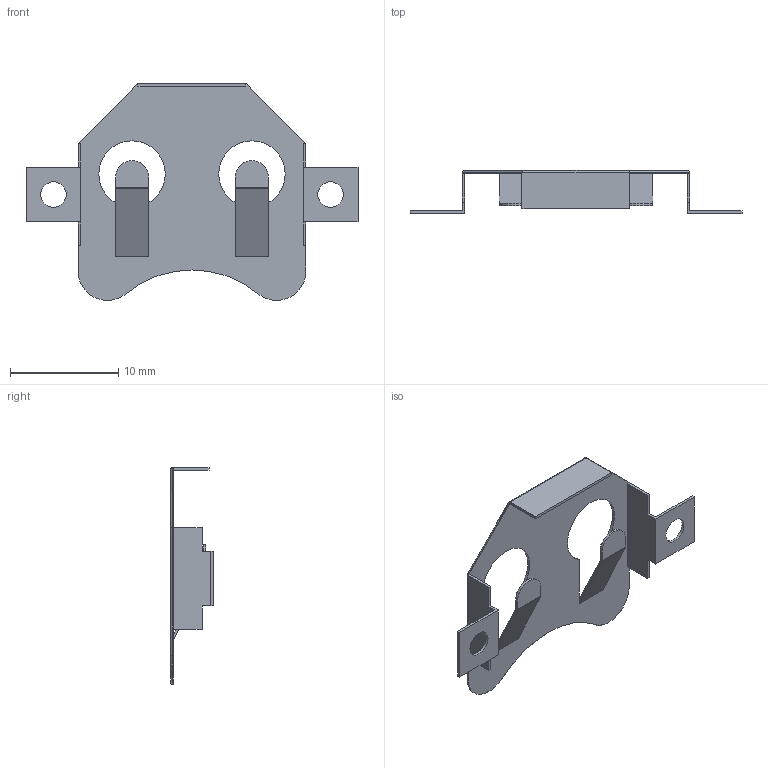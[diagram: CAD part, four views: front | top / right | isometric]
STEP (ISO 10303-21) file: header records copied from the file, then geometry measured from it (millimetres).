
FILE_DESCRIPTION (( 'STEP AP214' ), '1' );
FILE_NAME ('User Library-CR2032 PCB battery holder.STEP', '2018-01-07T17:55:45', ( '' ), ( '' ), 'SwSTEP 2.0', 'SolidWorks 2018', '' );
FILE_SCHEMA (( 'AUTOMOTIVE_DESIGN' ));
Length unit declared in the file: millimetre
Products named in the file (1): User Library-CR2032 PCB battery holder
Bounding box: 30.73 x 3.96 x 20.07 mm (x, y, z)
Volume: 115.5 mm3; surface area: 980.2 mm2
Topology: 1 solids, 1 shells, 92 faces, 248 edges, 160 vertices
Faces by surface type: plane 61, cylinder 26, torus 5
Entity records: 2907 total; most frequent: CARTESIAN_POINT 513, ORIENTED_EDGE 496, DIRECTION 483, EDGE_CURVE 248, LINE 191, VECTOR 191, VERTEX_POINT 160, AXIS2_PLACEMENT_3D 146
